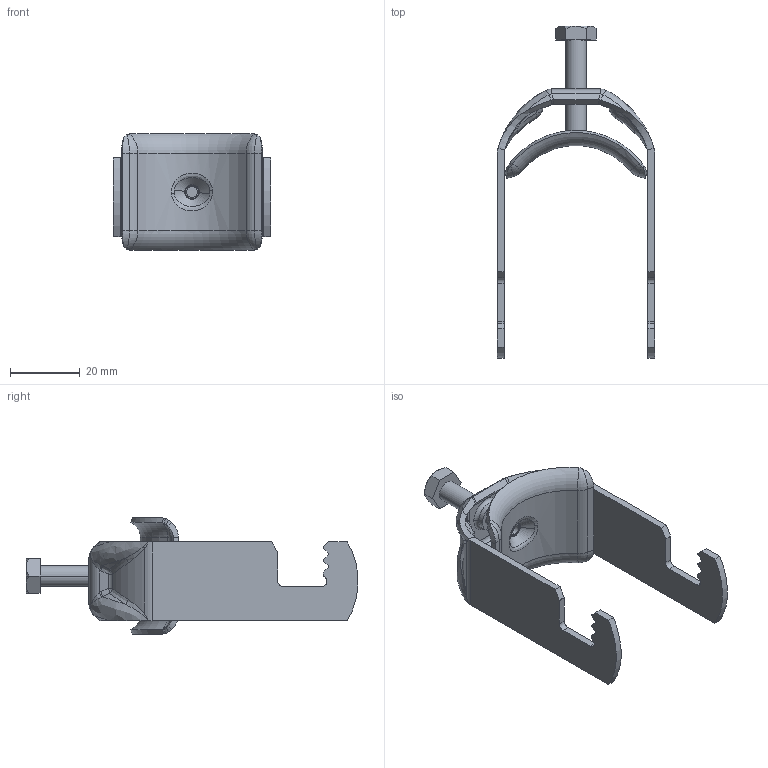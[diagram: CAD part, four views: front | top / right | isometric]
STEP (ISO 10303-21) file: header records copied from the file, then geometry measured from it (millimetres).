
FILE_DESCRIPTION (( 'STEP AP214' ), '1' );
FILE_NAME ('1187432.STEP', '2024-12-18T07:19:03', ( '' ), ( '' ), 'SwSTEP 2.0', 'SolidWorks 2024', '' );
FILE_SCHEMA (( 'AUTOMOTIVE_DESIGN' ));
Length unit declared in the file: millimetre
Products named in the file (4): 142951_M6 x 26; 141713_Standard; 157137_1Fach; 1187432
Assembly tree (3 placements, depth 2):
  1187432
    157137_1Fach
    142951_M6 x 26
    141713_Standard
Bounding box: 45 x 94.94 x 33.41 mm (x, y, z)
Volume: 10690 mm3; surface area: 12503.8 mm2
Topology: 3 solids, 3 shells, 292 faces, 690 edges, 386 vertices
Faces by surface type: bspline 122, plane 72, cylinder 64, torus 16, sphere 16, cone 2
Entity records: 15932 total; most frequent: CARTESIAN_POINT 10175, ORIENTED_EDGE 1332, DIRECTION 914, EDGE_CURVE 666, VERTEX_POINT 386, AXIS2_PLACEMENT_3D 354, EDGE_LOOP 302, ADVANCED_FACE 292
